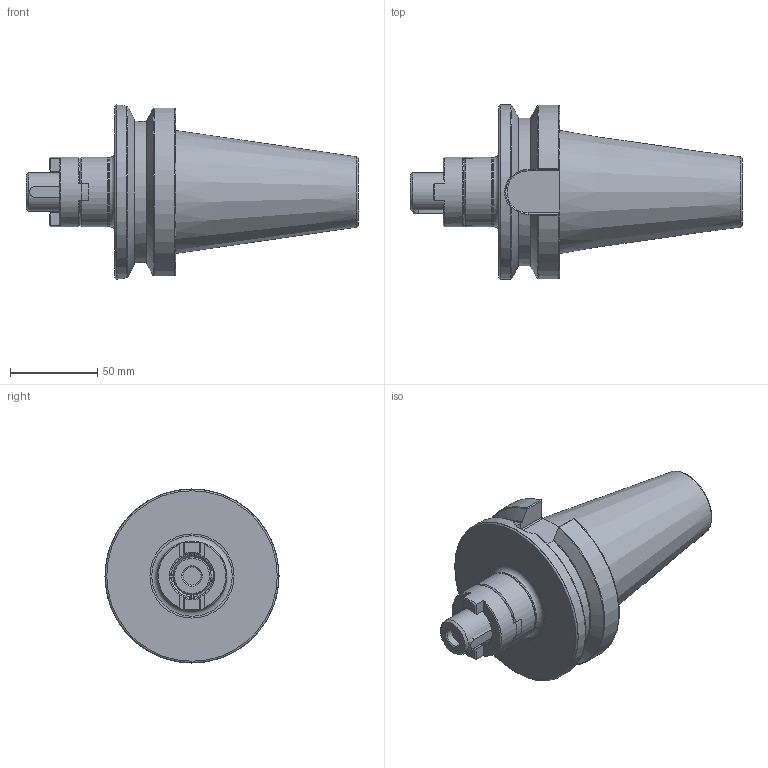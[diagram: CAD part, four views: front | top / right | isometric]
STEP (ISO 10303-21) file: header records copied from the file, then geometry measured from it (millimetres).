
FILE_DESCRIPTION(/* description */ (''),/* implementation_level */ '2;1');
FILE_NAME(/* name */ 'ABT50-FMC-22-070.stp',/* time_stamp */ '2024-12-13T16:18:25+03:00',/* author */ (''),/* organization */ (''),/* preprocessor_version */ 'ST-DEVELOPER v19.4',/* originating_system */ 'SIEMENS PLM Software NX2306.3001',/* authorisation */ '');
FILE_SCHEMA (('AP203_CONFIGURATION_CONTROLLED_3D_DESIGN_OF_MECHANICAL_PARTS_AND_ASSEMBLIES_MIM_LF { 1 0 10303 403 2 1 2}'));
Length unit declared in the file: millimetre
Products named in the file (1): ABT50-FMC-22-070-light
Bounding box: 190.8 x 100 x 100 mm (x, y, z)
Volume: 542754.6 mm3; surface area: 54721.9 mm2
Topology: 3 solids, 3 shells, 162 faces, 413 edges, 262 vertices
Faces by surface type: plane 79, cylinder 33, cone 30, torus 18, bspline 2
Full cylindrical faces by diameter (mm): 4 x1, 10 x1, 10.5 x1, 22 x2, 39.8 x1, 40 x2, 100 x1
Entity records: 5800 total; most frequent: CARTESIAN_POINT 1459, ORIENTED_EDGE 760, DIRECTION 756, EDGE_CURVE 380, AXIS2_PLACEMENT_3D 299, VERTEX_POINT 257, EDGE_LOOP 196, ADVANCED_FACE 162
